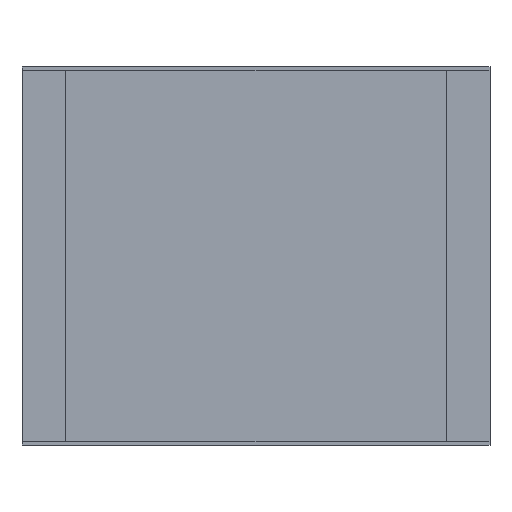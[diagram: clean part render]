
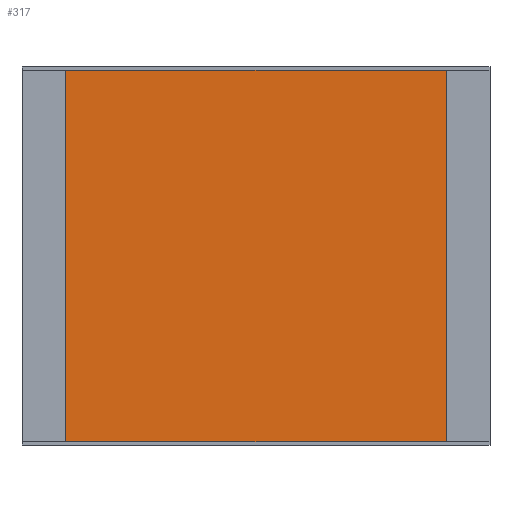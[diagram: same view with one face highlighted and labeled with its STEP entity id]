
A CAD part, front view. The second image highlights one B-rep face of the part: STEP entity #317.
In plain terms, the highlighted planar face has unit normal (0, -1, 0).
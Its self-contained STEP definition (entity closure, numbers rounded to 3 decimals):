
#40 = EDGE_CURVE ( 'NONE', #593, #138, #304, .T. ) ;
#45 = CARTESIAN_POINT ( 'NONE',  ( 118.3, 32., 115.35 ) ) ;
#65 = EDGE_CURVE ( 'NONE', #138, #432, #285, .T. ) ;
#67 = EDGE_CURVE ( 'NONE', #593, #437, #306, .T. ) ;
#137 = VECTOR ( 'NONE', #269, 1000. ) ;
#138 = VERTEX_POINT ( 'NONE', #290 ) ;
#154 = LINE ( 'NONE', #283, #137 ) ;
#180 = AXIS2_PLACEMENT_3D ( 'NONE', #429, #423, #422 ) ;
#205 = FACE_OUTER_BOUND ( 'NONE', #546, .T. ) ;
#215 = DIRECTION ( 'NONE',  ( 0., 0., -1. ) ) ;
#245 = CARTESIAN_POINT ( 'NONE',  ( -118.3, 32., 115.35 ) ) ;
#262 = CARTESIAN_POINT ( 'NONE',  ( -118.3, 32., -115.35 ) ) ;
#269 = DIRECTION ( 'NONE',  ( 0., 0., -1. ) ) ;
#272 = VECTOR ( 'NONE', #456, 1000. ) ;
#275 = VECTOR ( 'NONE', #366, 1000. ) ;
#283 = CARTESIAN_POINT ( 'NONE',  ( -118.3, 32., 117.55 ) ) ;
#285 = LINE ( 'NONE', #520, #275 ) ;
#290 = CARTESIAN_POINT ( 'NONE',  ( 118.3, 32., -115.35 ) ) ;
#299 = VECTOR ( 'NONE', #215, 1000. ) ;
#304 = LINE ( 'NONE', #440, #299 ) ;
#306 = LINE ( 'NONE', #507, #272 ) ;
#317 = ADVANCED_FACE ( 'NONE', ( #205 ), #430, .T. ) ;
#366 = DIRECTION ( 'NONE',  ( -1., 0., 0. ) ) ;
#414 = EDGE_CURVE ( 'NONE', #437, #432, #154, .T. ) ;
#422 = DIRECTION ( 'NONE',  ( 0., 0., -1. ) ) ;
#423 = DIRECTION ( 'NONE',  ( 0., -1., 0. ) ) ;
#429 = CARTESIAN_POINT ( 'NONE',  ( -120.5, 32., 117.55 ) ) ;
#430 = PLANE ( 'NONE',  #180 ) ;
#432 = VERTEX_POINT ( 'NONE', #262 ) ;
#437 = VERTEX_POINT ( 'NONE', #245 ) ;
#440 = CARTESIAN_POINT ( 'NONE',  ( 118.3, 32., 117.55 ) ) ;
#456 = DIRECTION ( 'NONE',  ( -1., 0., 0. ) ) ;
#489 = ORIENTED_EDGE ( 'NONE', *, *, #65, .F. ) ;
#507 = CARTESIAN_POINT ( 'NONE',  ( -120.5, 32., 115.35 ) ) ;
#519 = ORIENTED_EDGE ( 'NONE', *, *, #414, .T. ) ;
#520 = CARTESIAN_POINT ( 'NONE',  ( -120.5, 32., -115.35 ) ) ;
#546 = EDGE_LOOP ( 'NONE', ( #489, #578, #588, #519 ) ) ;
#578 = ORIENTED_EDGE ( 'NONE', *, *, #40, .F. ) ;
#588 = ORIENTED_EDGE ( 'NONE', *, *, #67, .T. ) ;
#593 = VERTEX_POINT ( 'NONE', #45 ) ;
